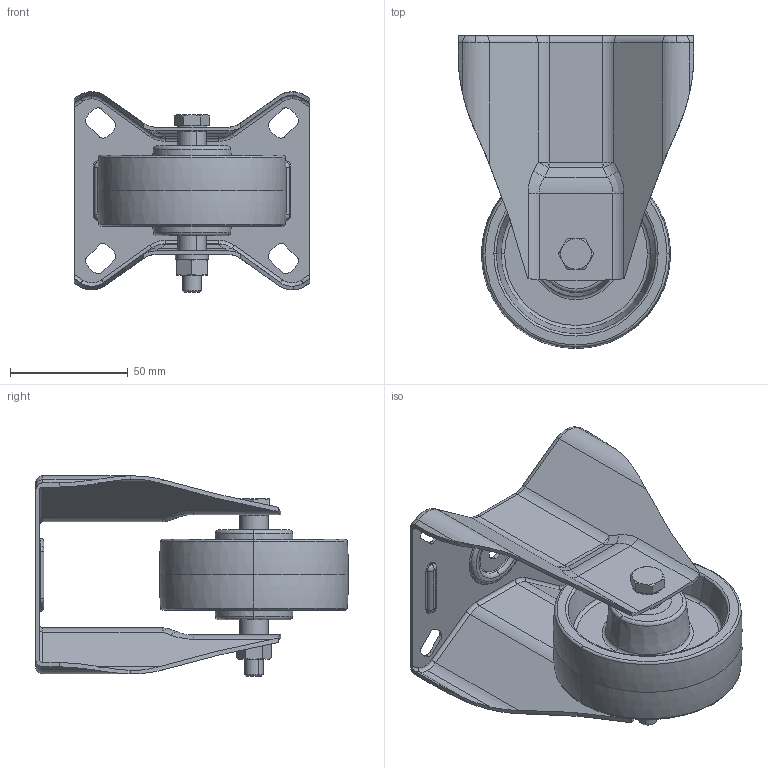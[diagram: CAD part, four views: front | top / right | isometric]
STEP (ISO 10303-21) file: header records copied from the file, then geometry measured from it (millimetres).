
FILE_DESCRIPTION (( 'STEP AP214' ), '1' );
FILE_NAME ('0030963_B-IV-PALK-125-R-3-EC_(A-01).step', '2019-01-31T11:04:19', ( '' ), ( '' ), 'SwSTEP 2.0', 'SolidWorks 2018', '' );
FILE_SCHEMA (( 'AUTOMOTIVE_DESIGN' ));
Length unit declared in the file: millimetre
Products named in the file (1): 0030963_B-IV-PALK-125-R-3-EC_(A-01)
Bounding box: 100 x 132.5 x 85 mm (x, y, z)
Volume: 127422.3 mm3; surface area: 81011.9 mm2
Topology: 8 solids, 8 shells, 389 faces, 922 edges, 554 vertices
Faces by surface type: cylinder 148, torus 98, plane 87, cone 32, bspline 24
Entity records: 16088 total; most frequent: CARTESIAN_POINT 2830, DIRECTION 1974, ORIENTED_EDGE 1828, EDGE_CURVE 914, AXIS2_PLACEMENT_3D 838, VERTEX_POINT 554, CIRCLE 472, EDGE_LOOP 426
